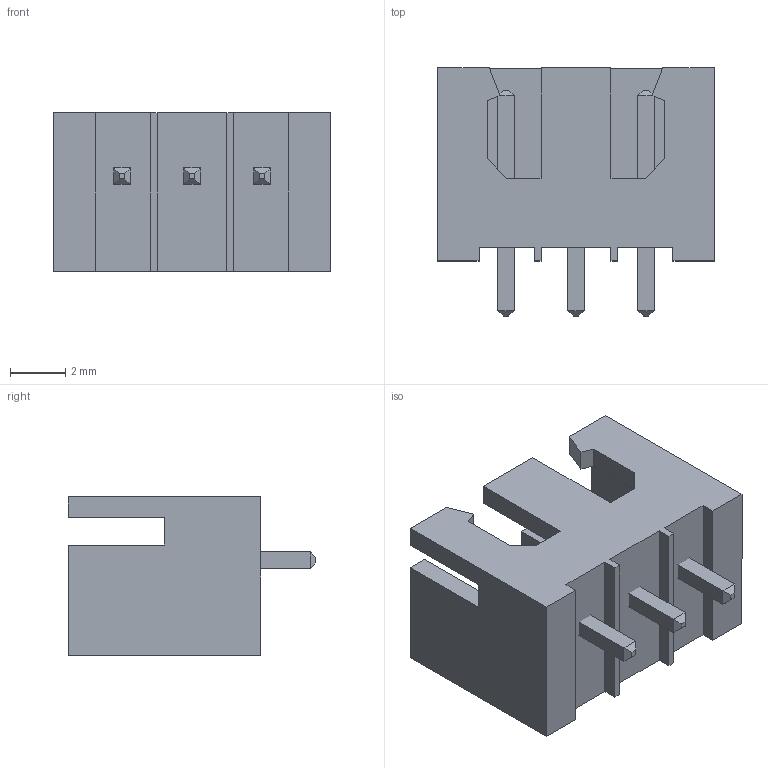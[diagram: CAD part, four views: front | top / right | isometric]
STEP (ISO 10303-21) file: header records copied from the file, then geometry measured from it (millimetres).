
FILE_DESCRIPTION (( 'STEP AP214' ), '1' );
FILE_NAME ('1005-002.STEP', '2022-08-18T14:49:46', ( '' ), ( '' ), 'SwSTEP 2.0', 'SolidWorks 2021', '' );
FILE_SCHEMA (( 'AUTOMOTIVE_DESIGN' ));
Length unit declared in the file: millimetre
Products named in the file (1): 1005-002
Bounding box: 10.04 x 9 x 5.75 mm (x, y, z)
Volume: 196.4 mm3; surface area: 513.9 mm2
Topology: 4 solids, 4 shells, 84 faces, 204 edges, 128 vertices
Faces by surface type: plane 84
Entity records: 2965 total; most frequent: CARTESIAN_POINT 417, ORIENTED_EDGE 408, DIRECTION 374, EDGE_CURVE 204, VECTOR 204, LINE 204, VERTEX_POINT 128, AXIS2_PLACEMENT_3D 85
